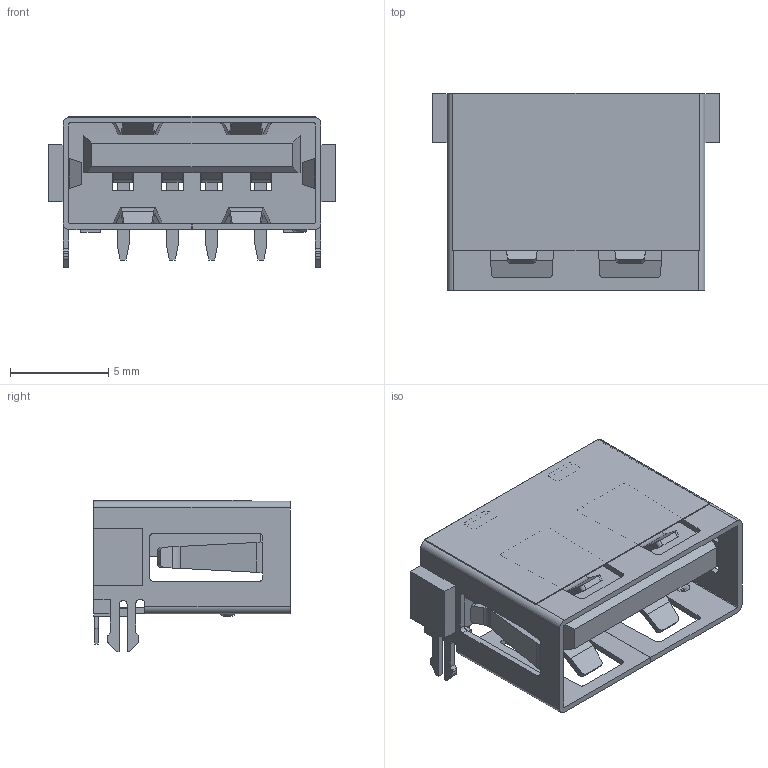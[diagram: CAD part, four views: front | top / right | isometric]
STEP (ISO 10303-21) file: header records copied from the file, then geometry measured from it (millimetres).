
FILE_DESCRIPTION( ( 'Unknown' ), '1' );
FILE_NAME( '614104190121.stp', 'Unknown', ( 'Unknown' ), ( 'Unknown' ), 'PSStep 17.0.49', 'Unknown', ' ' );
FILE_SCHEMA( ( 'AUTOMOTIVE_DESIGN { 1 0 10303 214 1 1 1 1 }' ) );
Length unit declared in the file: millimetre
Products named in the file (5): Assem1; 614104190121; 614104190121_Shielding; 614104190121_MYLAR
Assembly tree (7 placements, depth 2):
  Assem1
    614104190121
    614104190121  x4
    614104190121_Shielding
    614104190121_MYLAR
Bounding box: 14.6 x 10 x 7.71 mm (x, y, z)
Volume: 301.4 mm3; surface area: 1534.9 mm2
Topology: 7 solids, 7 shells, 571 faces, 1612 edges, 1054 vertices
Faces by surface type: plane 439, cylinder 130, bspline 1, torus 1
Entity records: 17641 total; most frequent: CARTESIAN_POINT 2520, ORIENTED_EDGE 2476, DIRECTION 2334, EDGE_CURVE 1238, LINE 1022, VECTOR 1022, VERTEX_POINT 814, AXIS2_PLACEMENT_3D 656
